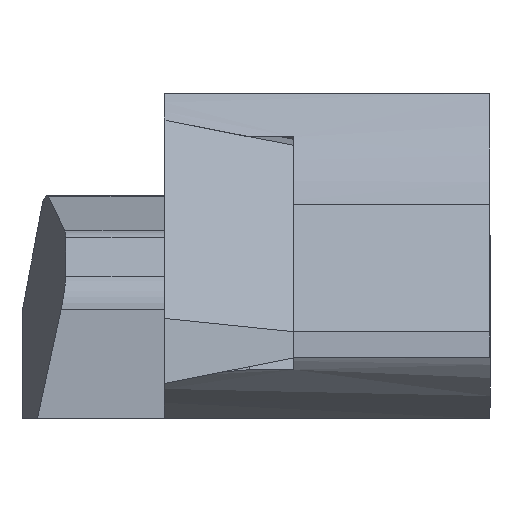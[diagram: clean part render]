
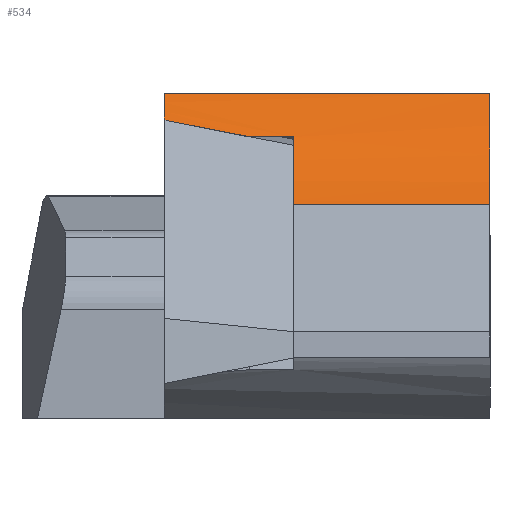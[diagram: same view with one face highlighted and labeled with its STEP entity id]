
A CAD part, left-side view. The second image highlights one B-rep face of the part: STEP entity #534.
In plain terms, the highlighted cylindrical face has radius 6.1 mm (diameter 12.2 mm), a partial arc.
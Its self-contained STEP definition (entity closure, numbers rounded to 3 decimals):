
#5 = DIRECTION ( 'NONE',  ( 0., 0., 1. ) ) ;
#25 = EDGE_CURVE ( 'Defeature ausgef�hrt2_8+Defeature ausgef�hrt2_12+Defeature ausgef�hrt2_4+Defeature ausgef�hrt2_1', #732, #1807, #476, .T. ) ;
#127 = VERTEX_POINT ( 'NONE', #1210 ) ;
#132 = DIRECTION ( 'NONE',  ( 0., -1., 0. ) ) ;
#160 = EDGE_CURVE ( 'Defeature ausgef�hrt2_4+Defeature ausgef�hrt2_12+Defeature ausgef�hrt2_34+Defeature ausgef�hrt2_8', #1671, #732, #1605, .T. ) ;
#208 = ORIENTED_EDGE ( 'NONE', *, *, #917, .F. ) ;
#212 = CARTESIAN_POINT ( 'NONE',  ( -95.014, -8., -10.74 ) ) ;
#249 = AXIS2_PLACEMENT_3D ( 'NONE', #1196, #132, #1782 ) ;
#282 = DIRECTION ( 'NONE',  ( 0., -1., 0. ) ) ;
#285 = DIRECTION ( 'NONE',  ( 0., -1., 0. ) ) ;
#286 = CARTESIAN_POINT ( 'NONE',  ( -93.212, -0.014, -8.666 ) ) ;
#306 = AXIS2_PLACEMENT_3D ( 'NONE', #382, #282, #1308 ) ;
#376 = EDGE_CURVE ( 'Defeature ausgef�hrt2_12+Defeature ausgef�hrt2_30+Defeature ausgef�hrt2_4+Defeature ausgef�hrt2_0', #1671, #1147, #1614, .T. ) ;
#382 = CARTESIAN_POINT ( 'NONE',  ( -98.599, 0., -5.805 ) ) ;
#385 = CIRCLE ( 'NONE', #249, 6.1 ) ;
#394 = DIRECTION ( 'NONE',  ( 0., -1., 0. ) ) ;
#433 = VERTEX_POINT ( 'NONE', #1326 ) ;
#444 = CARTESIAN_POINT ( 'NONE',  ( -95.014, -3.18, -10.74 ) ) ;
#459 = EDGE_CURVE ( 'Defeature ausgef�hrt2_15+Defeature ausgef�hrt2_12+Defeature ausgef�hrt2_42+Defeature ausgef�hrt2_17', #433, #1521, #975, .T. ) ;
#476 = LINE ( 'NONE', #1824, #1274 ) ;
#498 = ORIENTED_EDGE ( 'NONE', *, *, #25, .F. ) ;
#509 = AXIS2_PLACEMENT_3D ( 'NONE', #1800, #608, #516 ) ;
#516 = DIRECTION ( 'NONE',  ( 0., 0., 1. ) ) ;
#530 = VERTEX_POINT ( 'NONE', #212 ) ;
#534 = ADVANCED_FACE ( 'Defeature ausgef�hrt2_12', ( #623 ), #543, .F. ) ;
#543 = CYLINDRICAL_SURFACE ( 'NONE', #1750, 6.1 ) ;
#596 = CARTESIAN_POINT ( 'NONE',  ( -98.599, 125.797, -5.805 ) ) ;
#601 = EDGE_CURVE ( 'Defeature ausgef�hrt2_17+Defeature ausgef�hrt2_12+Defeature ausgef�hrt2_15+Defeature ausgef�hrt2_0', #1521, #127, #1713, .T. ) ;
#608 = DIRECTION ( 'NONE',  ( 0., -1., 0. ) ) ;
#623 = FACE_OUTER_BOUND ( 'NONE', #1857, .T. ) ;
#692 = VERTEX_POINT ( 'NONE', #444 ) ;
#702 = CARTESIAN_POINT ( 'NONE',  ( -93.211, 0., -8.664 ) ) ;
#704 = DIRECTION ( 'NONE',  ( 0., -1., 0. ) ) ;
#732 = VERTEX_POINT ( 'NONE', #1269 ) ;
#753 = VECTOR ( 'NONE', #1765, 1000. ) ;
#764 = EDGE_CURVE ( 'Defeature ausgef�hrt2_0+Defeature ausgef�hrt2_12+Defeature ausgef�hrt2_17+Defeature ausgef�hrt2_42', #127, #1147, #780, .T. ) ;
#776 = CARTESIAN_POINT ( 'NONE',  ( -93.212, -0.014, -8.666 ) ) ;
#780 =( BOUNDED_CURVE ( )  B_SPLINE_CURVE ( 3, ( #1110, #1319, #1707, #776 ),
 .UNSPECIFIED., .F., .F. ) 
 B_SPLINE_CURVE_WITH_KNOTS ( ( 4, 4 ),
 ( 0.987, 1.065 ),
 .UNSPECIFIED. ) 
 CURVE ( )  GEOMETRIC_REPRESENTATION_ITEM ( )  RATIONAL_B_SPLINE_CURVE ( ( 1., 0.999, 0.999, 1. ) ) 
 REPRESENTATION_ITEM ( '' )  );
#795 = CARTESIAN_POINT ( 'NONE',  ( -92.908, -8., -8. ) ) ;
#867 = LINE ( 'NONE', #1018, #753 ) ;
#887 = EDGE_CURVE ( 'Defeature ausgef�hrt2_12+Defeature ausgef�hrt2_11+Defeature ausgef�hrt2_29+Defeature ausgef�hrt2_1', #692, #530, #867, .T. ) ;
#917 = EDGE_CURVE ( 'Defeature ausgef�hrt2_29+Defeature ausgef�hrt2_12+Defeature ausgef�hrt2_11+Defeature ausgef�hrt2_42', #692, #433, #1842, .T. ) ;
#973 = CARTESIAN_POINT ( 'NONE',  ( -98.599, -3.18, -5.805 ) ) ;
#975 = CIRCLE ( 'NONE', #1516, 6.1 ) ;
#979 = CARTESIAN_POINT ( 'NONE',  ( -93.212, -0.009, -8.665 ) ) ;
#1018 = CARTESIAN_POINT ( 'NONE',  ( -95.014, 125.797, -10.74 ) ) ;
#1109 = ORIENTED_EDGE ( 'NONE', *, *, #601, .F. ) ;
#1110 = CARTESIAN_POINT ( 'NONE',  ( -93.45, -2.099, -9.076 ) ) ;
#1147 = VERTEX_POINT ( 'NONE', #286 ) ;
#1196 = CARTESIAN_POINT ( 'NONE',  ( -98.599, -8., -5.805 ) ) ;
#1208 = CARTESIAN_POINT ( 'NONE',  ( -93.45, -3.18, -9.076 ) ) ;
#1210 = CARTESIAN_POINT ( 'NONE',  ( -93.45, -2.099, -9.076 ) ) ;
#1269 = CARTESIAN_POINT ( 'NONE',  ( -92.908, 0., -8. ) ) ;
#1274 = VECTOR ( 'NONE', #394, 1000. ) ;
#1308 = DIRECTION ( 'NONE',  ( 0., 0., -1. ) ) ;
#1317 = CARTESIAN_POINT ( 'NONE',  ( -93.45, 125.797, -9.076 ) ) ;
#1319 = CARTESIAN_POINT ( 'NONE',  ( -93.366, -1.42, -8.942 ) ) ;
#1323 = DIRECTION ( 'NONE',  ( 0., 1., 0. ) ) ;
#1326 = CARTESIAN_POINT ( 'NONE',  ( -94.856, -3.18, -10.621 ) ) ;
#1394 = EDGE_CURVE ( 'Defeature ausgef�hrt2_12+Defeature ausgef�hrt2_1+Defeature ausgef�hrt2_11+Defeature ausgef�hrt2_8', #530, #1807, #385, .T. ) ;
#1403 = ORIENTED_EDGE ( 'NONE', *, *, #1394, .T. ) ;
#1432 = ORIENTED_EDGE ( 'NONE', *, *, #160, .F. ) ;
#1505 = CARTESIAN_POINT ( 'NONE',  ( -93.212, -0.014, -8.666 ) ) ;
#1516 = AXIS2_PLACEMENT_3D ( 'NONE', #973, #704, #5 ) ;
#1521 = VERTEX_POINT ( 'NONE', #1208 ) ;
#1605 = CIRCLE ( 'NONE', #306, 6.1 ) ;
#1614 =( BOUNDED_CURVE ( )  B_SPLINE_CURVE ( 3, ( #1858, #1727, #979, #1505 ),
 .UNSPECIFIED., .F., .F. ) 
 B_SPLINE_CURVE_WITH_KNOTS ( ( 4, 4 ),
 ( 5.218, 5.218 ),
 .UNSPECIFIED. ) 
 CURVE ( )  GEOMETRIC_REPRESENTATION_ITEM ( )  RATIONAL_B_SPLINE_CURVE ( ( 1., 1., 1., 1. ) ) 
 REPRESENTATION_ITEM ( '' )  );
#1625 = ORIENTED_EDGE ( 'NONE', *, *, #459, .F. ) ;
#1671 = VERTEX_POINT ( 'NONE', #702 ) ;
#1676 = DIRECTION ( 'NONE',  ( 0., 0., 1. ) ) ;
#1700 = ORIENTED_EDGE ( 'NONE', *, *, #887, .T. ) ;
#1707 = CARTESIAN_POINT ( 'NONE',  ( -93.286, -0.725, -8.806 ) ) ;
#1713 = LINE ( 'NONE', #1317, #1848 ) ;
#1727 = CARTESIAN_POINT ( 'NONE',  ( -93.211, -0.005, -8.665 ) ) ;
#1750 = AXIS2_PLACEMENT_3D ( 'NONE', #596, #285, #1676 ) ;
#1751 = ORIENTED_EDGE ( 'NONE', *, *, #764, .F. ) ;
#1765 = DIRECTION ( 'NONE',  ( 0., -1., 0. ) ) ;
#1782 = DIRECTION ( 'NONE',  ( 0., 0., -1. ) ) ;
#1800 = CARTESIAN_POINT ( 'NONE',  ( -98.599, -3.18, -5.805 ) ) ;
#1807 = VERTEX_POINT ( 'NONE', #795 ) ;
#1824 = CARTESIAN_POINT ( 'NONE',  ( -92.908, 125.797, -8. ) ) ;
#1842 = CIRCLE ( 'NONE', #509, 6.1 ) ;
#1848 = VECTOR ( 'NONE', #1323, 1000. ) ;
#1857 = EDGE_LOOP ( 'NONE', ( #208, #1700, #1403, #498, #1432, #1872, #1751, #1109, #1625 ) ) ;
#1858 = CARTESIAN_POINT ( 'NONE',  ( -93.211, 0., -8.664 ) ) ;
#1872 = ORIENTED_EDGE ( 'NONE', *, *, #376, .T. ) ;
